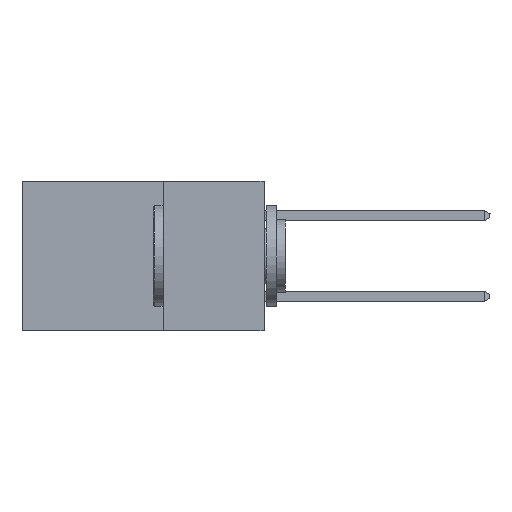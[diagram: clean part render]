
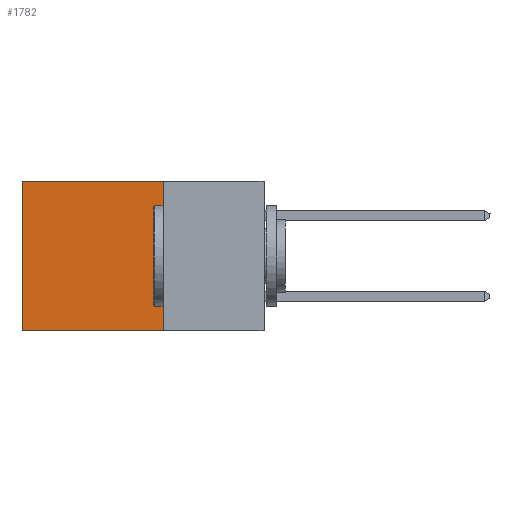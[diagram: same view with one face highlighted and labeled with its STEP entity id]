
A CAD part, left-side view. The second image highlights one B-rep face of the part: STEP entity #1782.
In plain terms, the highlighted planar face has unit normal (-1, 0, 0).
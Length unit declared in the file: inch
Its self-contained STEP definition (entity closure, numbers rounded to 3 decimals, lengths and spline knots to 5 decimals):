
#405 = VERTEX_POINT ( 'NONE', #8041 ) ;
#1782 = ADVANCED_FACE ( 'NONE', ( #3041 ), #21217, .F. ) ;
#2858 = ORIENTED_EDGE ( 'NONE', *, *, #18514, .T. ) ;
#3041 = FACE_OUTER_BOUND ( 'NONE', #11737, .T. ) ;
#3621 = DIRECTION ( 'NONE',  ( 0., 0., -1. ) ) ;
#4511 = VECTOR ( 'NONE', #6941, 39.37008 ) ;
#5215 = ORIENTED_EDGE ( 'NONE', *, *, #15940, .T. ) ;
#6941 = DIRECTION ( 'NONE',  ( 0., 0., -1. ) ) ;
#7504 = DIRECTION ( 'NONE',  ( 0., 1., 0. ) ) ;
#7576 = VERTEX_POINT ( 'NONE', #19250 ) ;
#7985 = EDGE_CURVE ( 'NONE', #23137, #405, #12946, .T. ) ;
#8041 = CARTESIAN_POINT ( 'NONE',  ( 0.2615, 0.25, -0.37 ) ) ;
#8068 = VECTOR ( 'NONE', #23660, 39.37008 ) ;
#8625 = CARTESIAN_POINT ( 'NONE',  ( 0.2615, 0.25, 0. ) ) ;
#8974 = ORIENTED_EDGE ( 'NONE', *, *, #11999, .F. ) ;
#10341 = DIRECTION ( 'NONE',  ( 0., 0., -1. ) ) ;
#10380 = DIRECTION ( 'NONE',  ( 1., 0., 0. ) ) ;
#10649 = VECTOR ( 'NONE', #7504, 39.37008 ) ;
#11316 = CARTESIAN_POINT ( 'NONE',  ( 0.2615, 0.25, -0.37 ) ) ;
#11737 = EDGE_LOOP ( 'NONE', ( #2858, #8974, #23459, #5215 ) ) ;
#11999 = EDGE_CURVE ( 'NONE', #405, #18322, #24688, .T. ) ;
#12946 = LINE ( 'NONE', #14161, #26891 ) ;
#14161 = CARTESIAN_POINT ( 'NONE',  ( 0.2615, 0.25, -0.37 ) ) ;
#15835 = CARTESIAN_POINT ( 'NONE',  ( 0.2615, 0.25, 0. ) ) ;
#15940 = EDGE_CURVE ( 'NONE', #23137, #7576, #22408, .T. ) ;
#16153 = CARTESIAN_POINT ( 'NONE',  ( 0.2615, 0.6, -0.37 ) ) ;
#18322 = VERTEX_POINT ( 'NONE', #16153 ) ;
#18514 = EDGE_CURVE ( 'NONE', #7576, #18322, #25488, .T. ) ;
#19250 = CARTESIAN_POINT ( 'NONE',  ( 0.2615, 0.6, 0. ) ) ;
#19524 = CARTESIAN_POINT ( 'NONE',  ( 0.2615, 0.6, -0.37 ) ) ;
#21217 = PLANE ( 'NONE',  #21315 ) ;
#21315 = AXIS2_PLACEMENT_3D ( 'NONE', #11316, #10380, #10341 ) ;
#22408 = LINE ( 'NONE', #15835, #10649 ) ;
#23137 = VERTEX_POINT ( 'NONE', #8625 ) ;
#23459 = ORIENTED_EDGE ( 'NONE', *, *, #7985, .F. ) ;
#23660 = DIRECTION ( 'NONE',  ( 0., 1., 0. ) ) ;
#24688 = LINE ( 'NONE', #25763, #8068 ) ;
#25488 = LINE ( 'NONE', #19524, #4511 ) ;
#25763 = CARTESIAN_POINT ( 'NONE',  ( 0.2615, 0.25, -0.37 ) ) ;
#26891 = VECTOR ( 'NONE', #3621, 39.37008 ) ;
